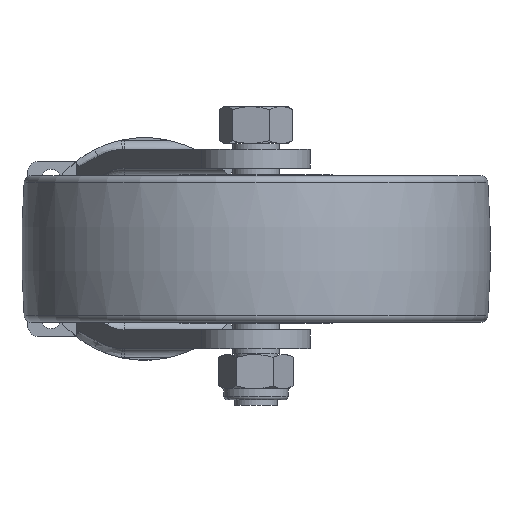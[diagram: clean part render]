
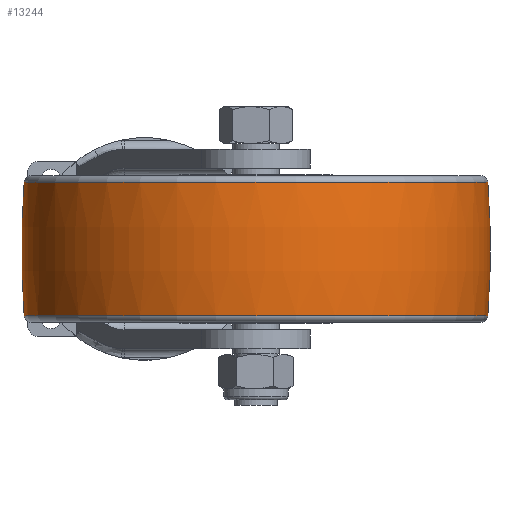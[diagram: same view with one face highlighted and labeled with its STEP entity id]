
A CAD part, front view. The second image highlights one B-rep face of the part: STEP entity #13244.
In plain terms, the highlighted toroidal (fillet/blend) face has major radius 600 mm and minor radius 800 mm.
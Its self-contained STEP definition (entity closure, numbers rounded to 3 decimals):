
#254 = DIRECTION ( 'NONE',  ( 0., 0., 1. ) ) ;
#356 = CIRCLE ( 'NONE', #16297, 197.972 ) ;
#504 = ORIENTED_EDGE ( 'NONE', *, *, #26028, .F. ) ;
#1774 = VERTEX_POINT ( 'NONE', #2146 ) ;
#2085 = ORIENTED_EDGE ( 'NONE', *, *, #25359, .T. ) ;
#2146 = CARTESIAN_POINT ( 'NONE',  ( -102.972, -320., 56.927 ) ) ;
#2441 = DIRECTION ( 'NONE',  ( 1., 0., 0. ) ) ;
#3602 = CARTESIAN_POINT ( 'NONE',  ( 95., -320., 56.927 ) ) ;
#4570 = AXIS2_PLACEMENT_3D ( 'NONE', #14293, #22605, #25092 ) ;
#5222 = CIRCLE ( 'NONE', #24116, 197.972 ) ;
#6019 = EDGE_LOOP ( 'NONE', ( #504, #2085, #27184, #27036 ) ) ;
#7227 = CARTESIAN_POINT ( 'NONE',  ( 95., -320., -56.927 ) ) ;
#9025 = DIRECTION ( 'NONE',  ( 0., -1., 0. ) ) ;
#9199 = AXIS2_PLACEMENT_3D ( 'NONE', #23875, #10786, #23969 ) ;
#9353 = VERTEX_POINT ( 'NONE', #16556 ) ;
#10071 = DIRECTION ( 'NONE',  ( -1., 0., 0. ) ) ;
#10786 = DIRECTION ( 'NONE',  ( 0., 0., 1. ) ) ;
#10911 = AXIS2_PLACEMENT_3D ( 'NONE', #15706, #9025, #15523 ) ;
#11621 = TOROIDAL_SURFACE ( 'NONE', #9199, -600., 800. ) ;
#13244 = ADVANCED_FACE ( 'NONE', ( #17413 ), #11621, .T. ) ;
#14293 = CARTESIAN_POINT ( 'NONE',  ( 695., -320., 0. ) ) ;
#15523 = DIRECTION ( 'NONE',  ( 0., 0., -1. ) ) ;
#15706 = CARTESIAN_POINT ( 'NONE',  ( -505., -320., 0. ) ) ;
#16297 = AXIS2_PLACEMENT_3D ( 'NONE', #7227, #254, #2441 ) ;
#16556 = CARTESIAN_POINT ( 'NONE',  ( -102.972, -320., -56.927 ) ) ;
#16863 = VERTEX_POINT ( 'NONE', #26432 ) ;
#17413 = FACE_OUTER_BOUND ( 'NONE', #6019, .T. ) ;
#19053 = DIRECTION ( 'NONE',  ( 0., 0., -1. ) ) ;
#19460 = CIRCLE ( 'NONE', #4570, 800. ) ;
#19464 = VERTEX_POINT ( 'NONE', #28315 ) ;
#20272 = CIRCLE ( 'NONE', #10911, 800. ) ;
#20730 = EDGE_CURVE ( 'NONE', #16863, #19464, #20272, .T. ) ;
#20972 = EDGE_CURVE ( 'NONE', #19464, #1774, #5222, .T. ) ;
#22605 = DIRECTION ( 'NONE',  ( 0., 1., 0. ) ) ;
#23875 = CARTESIAN_POINT ( 'NONE',  ( 95., -320., 0. ) ) ;
#23969 = DIRECTION ( 'NONE',  ( 1., 0., 0. ) ) ;
#24116 = AXIS2_PLACEMENT_3D ( 'NONE', #3602, #19053, #10071 ) ;
#25092 = DIRECTION ( 'NONE',  ( -1., 0., 0. ) ) ;
#25359 = EDGE_CURVE ( 'NONE', #9353, #16863, #356, .T. ) ;
#26028 = EDGE_CURVE ( 'NONE', #9353, #1774, #19460, .T. ) ;
#26432 = CARTESIAN_POINT ( 'NONE',  ( 292.972, -320., -56.927 ) ) ;
#27036 = ORIENTED_EDGE ( 'NONE', *, *, #20972, .T. ) ;
#27184 = ORIENTED_EDGE ( 'NONE', *, *, #20730, .T. ) ;
#28315 = CARTESIAN_POINT ( 'NONE',  ( 292.972, -320., 56.927 ) ) ;
